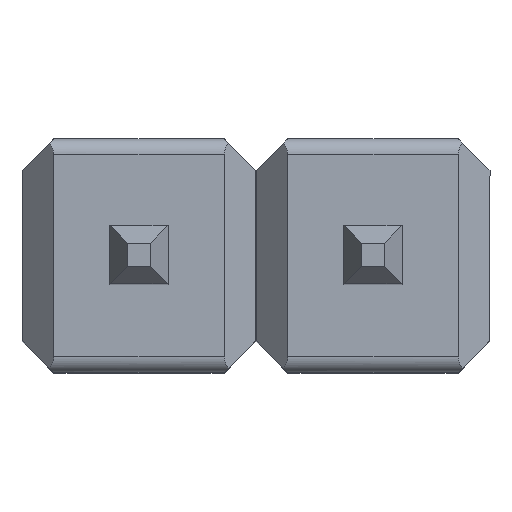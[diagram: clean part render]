
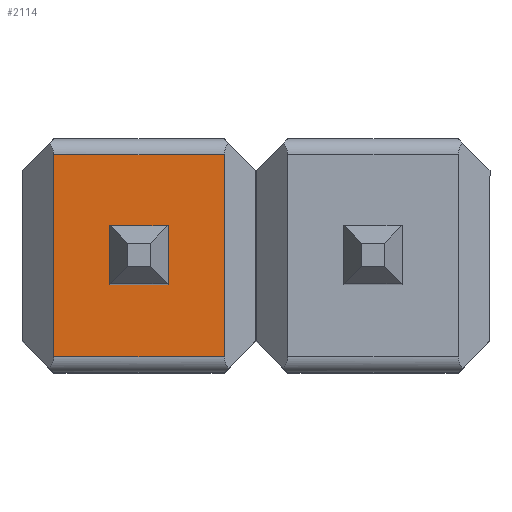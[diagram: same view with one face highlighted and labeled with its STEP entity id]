
A CAD part, top view. The second image highlights one B-rep face of the part: STEP entity #2114.
In plain terms, the highlighted planar face has unit normal (0, 0, 1).
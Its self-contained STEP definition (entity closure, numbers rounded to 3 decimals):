
#54 = LINE ( 'NONE', #1985, #966 ) ;
#104 = EDGE_CURVE ( 'NONE', #1994, #1770, #54, .T. ) ;
#202 = ORIENTED_EDGE ( 'NONE', *, *, #1971, .F. ) ;
#220 = LINE ( 'NONE', #847, #1889 ) ;
#241 = ORIENTED_EDGE ( 'NONE', *, *, #802, .T. ) ;
#287 = DIRECTION ( 'NONE',  ( 0., -1., 0. ) ) ;
#328 = LINE ( 'NONE', #695, #1183 ) ;
#362 = VERTEX_POINT ( 'NONE', #625 ) ;
#367 = LINE ( 'NONE', #689, #1685 ) ;
#371 = EDGE_CURVE ( 'NONE', #1704, #1770, #1476, .T. ) ;
#390 = ORIENTED_EDGE ( 'NONE', *, *, #104, .F. ) ;
#453 = EDGE_LOOP ( 'NONE', ( #2233, #241, #202, #2151 ) ) ;
#503 = VERTEX_POINT ( 'NONE', #1794 ) ;
#506 = CARTESIAN_POINT ( 'NONE',  ( -0.315, -1.295, 2.8 ) ) ;
#540 = EDGE_CURVE ( 'NONE', #1994, #1390, #1544, .T. ) ;
#555 = AXIS2_PLACEMENT_3D ( 'NONE', #1580, #723, #1921 ) ;
#625 = CARTESIAN_POINT ( 'NONE',  ( -0.315, -0.315, 2.8 ) ) ;
#673 = DIRECTION ( 'NONE',  ( -1., 0., 0. ) ) ;
#683 = DIRECTION ( 'NONE',  ( 0., 1., 0. ) ) ;
#689 = CARTESIAN_POINT ( 'NONE',  ( 0.315, -0.315, 2.8 ) ) ;
#695 = CARTESIAN_POINT ( 'NONE',  ( 0.315, 0.315, 2.8 ) ) ;
#723 = DIRECTION ( 'NONE',  ( 0., 0., 1. ) ) ;
#753 = DIRECTION ( 'NONE',  ( -1., 0., 0. ) ) ;
#764 = FACE_OUTER_BOUND ( 'NONE', #2196, .T. ) ;
#797 = DIRECTION ( 'NONE',  ( -1., 0., 0. ) ) ;
#802 = EDGE_CURVE ( 'NONE', #362, #503, #936, .T. ) ;
#811 = ORIENTED_EDGE ( 'NONE', *, *, #371, .T. ) ;
#822 = ORIENTED_EDGE ( 'NONE', *, *, #1575, .T. ) ;
#825 = CARTESIAN_POINT ( 'NONE',  ( -0.925, -1.097, 2.8 ) ) ;
#847 = CARTESIAN_POINT ( 'NONE',  ( -0.315, 0.315, 2.8 ) ) ;
#895 = EDGE_CURVE ( 'NONE', #906, #1599, #328, .T. ) ;
#906 = VERTEX_POINT ( 'NONE', #1556 ) ;
#929 = CARTESIAN_POINT ( 'NONE',  ( 0.925, -1.295, 2.8 ) ) ;
#936 = LINE ( 'NONE', #506, #1805 ) ;
#966 = VECTOR ( 'NONE', #797, 1000. ) ;
#1055 = ORIENTED_EDGE ( 'NONE', *, *, #540, .T. ) ;
#1120 = VECTOR ( 'NONE', #753, 1000. ) ;
#1135 = CARTESIAN_POINT ( 'NONE',  ( -0.943, 1.097, 2.8 ) ) ;
#1183 = VECTOR ( 'NONE', #2064, 1000. ) ;
#1214 = FACE_BOUND ( 'NONE', #453, .T. ) ;
#1390 = VERTEX_POINT ( 'NONE', #1942 ) ;
#1402 = PLANE ( 'NONE',  #555 ) ;
#1472 = CARTESIAN_POINT ( 'NONE',  ( 0.315, 0.315, 2.8 ) ) ;
#1476 = LINE ( 'NONE', #1830, #1884 ) ;
#1539 = DIRECTION ( 'NONE',  ( 1., 0., 0. ) ) ;
#1544 = LINE ( 'NONE', #929, #1938 ) ;
#1545 = CARTESIAN_POINT ( 'NONE',  ( 0.925, -1.097, 2.8 ) ) ;
#1556 = CARTESIAN_POINT ( 'NONE',  ( 0.315, -0.315, 2.8 ) ) ;
#1575 = EDGE_CURVE ( 'NONE', #1390, #1704, #1586, .T. ) ;
#1580 = CARTESIAN_POINT ( 'NONE',  ( -0.943, -1.295, 2.8 ) ) ;
#1586 = LINE ( 'NONE', #1135, #1120 ) ;
#1599 = VERTEX_POINT ( 'NONE', #1472 ) ;
#1659 = CARTESIAN_POINT ( 'NONE',  ( -0.925, 1.097, 2.8 ) ) ;
#1685 = VECTOR ( 'NONE', #1539, 1000. ) ;
#1704 = VERTEX_POINT ( 'NONE', #1659 ) ;
#1770 = VERTEX_POINT ( 'NONE', #825 ) ;
#1794 = CARTESIAN_POINT ( 'NONE',  ( -0.315, 0.315, 2.8 ) ) ;
#1805 = VECTOR ( 'NONE', #683, 1000. ) ;
#1830 = CARTESIAN_POINT ( 'NONE',  ( -0.925, -1.295, 2.8 ) ) ;
#1881 = EDGE_CURVE ( 'NONE', #362, #906, #367, .T. ) ;
#1884 = VECTOR ( 'NONE', #287, 1000. ) ;
#1889 = VECTOR ( 'NONE', #673, 1000. ) ;
#1921 = DIRECTION ( 'NONE',  ( 1., 0., 0. ) ) ;
#1938 = VECTOR ( 'NONE', #2141, 1000. ) ;
#1942 = CARTESIAN_POINT ( 'NONE',  ( 0.925, 1.097, 2.8 ) ) ;
#1971 = EDGE_CURVE ( 'NONE', #1599, #503, #220, .T. ) ;
#1985 = CARTESIAN_POINT ( 'NONE',  ( 0.08, -1.097, 2.8 ) ) ;
#1994 = VERTEX_POINT ( 'NONE', #1545 ) ;
#2064 = DIRECTION ( 'NONE',  ( 0., 1., 0. ) ) ;
#2114 = ADVANCED_FACE ( 'NONE', ( #1214, #764 ), #1402, .T. ) ;
#2141 = DIRECTION ( 'NONE',  ( 0., 1., 0. ) ) ;
#2151 = ORIENTED_EDGE ( 'NONE', *, *, #895, .F. ) ;
#2196 = EDGE_LOOP ( 'NONE', ( #1055, #822, #811, #390 ) ) ;
#2233 = ORIENTED_EDGE ( 'NONE', *, *, #1881, .F. ) ;
